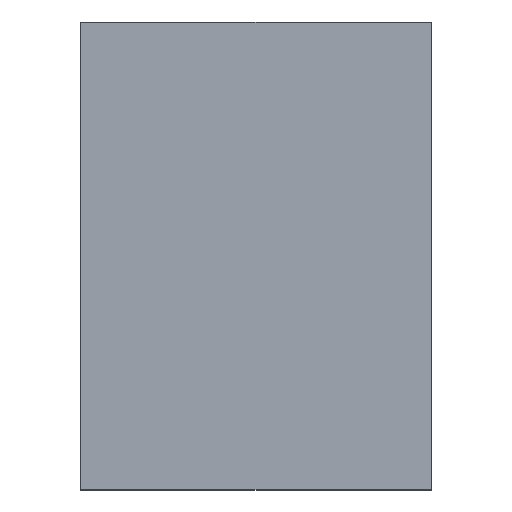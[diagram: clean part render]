
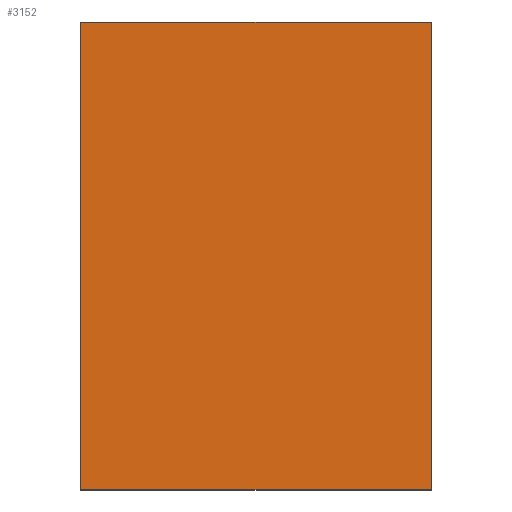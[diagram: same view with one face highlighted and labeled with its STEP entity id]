
A CAD part, top view. The second image highlights one B-rep face of the part: STEP entity #3152.
In plain terms, the highlighted face is planar.
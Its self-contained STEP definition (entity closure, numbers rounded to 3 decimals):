
#2386=DIRECTION('',(1.,0.,0.));
#2387=VECTOR('',#2386,1.5);
#2388=CARTESIAN_POINT('',(-0.75,0.975,1.));
#2389=LINE('',#2388,#2387);
#2393=DIRECTION('',(0.,0.,1.));
#2394=VECTOR('',#2393,2.);
#2395=CARTESIAN_POINT('',(-0.75,0.975,-1.));
#2396=LINE('',#2395,#2394);
#2400=DIRECTION('',(-1.,0.,0.));
#2401=VECTOR('',#2400,1.5);
#2402=CARTESIAN_POINT('',(0.75,0.975,-1.));
#2403=LINE('',#2402,#2401);
#2407=DIRECTION('',(0.,0.,-1.));
#2408=VECTOR('',#2407,2.);
#2409=CARTESIAN_POINT('',(0.75,0.975,1.));
#2410=LINE('',#2409,#2408);
#2527=CARTESIAN_POINT('',(-0.75,0.975,1.));
#2528=CARTESIAN_POINT('',(0.75,0.975,1.));
#2529=VERTEX_POINT('',#2527);
#2530=VERTEX_POINT('',#2528);
#2531=CARTESIAN_POINT('',(0.75,0.975,-1.));
#2532=VERTEX_POINT('',#2531);
#2533=CARTESIAN_POINT('',(-0.75,0.975,-1.));
#2534=VERTEX_POINT('',#2533);
#3141=CARTESIAN_POINT('',(0.,0.975,0.));
#3142=DIRECTION('',(0.,1.,0.));
#3143=DIRECTION('',(1.,0.,0.));
#3144=AXIS2_PLACEMENT_3D('',#3141,#3142,#3143);
#3145=PLANE('',#3144);
#3146=ORIENTED_EDGE('',*,*,#3135,.F.);
#3147=ORIENTED_EDGE('',*,*,#2817,.F.);
#3148=ORIENTED_EDGE('',*,*,#2868,.F.);
#3149=ORIENTED_EDGE('',*,*,#2907,.F.);
#3150=EDGE_LOOP('',(#3146,#3147,#3148,#3149));
#3151=FACE_OUTER_BOUND('',#3150,.F.);
#2817=EDGE_CURVE('',#2534,#2529,#2396,.T.);
#2868=EDGE_CURVE('',#2532,#2534,#2403,.T.);
#2907=EDGE_CURVE('',#2530,#2532,#2410,.T.);
#3135=EDGE_CURVE('',#2529,#2530,#2389,.T.);
#3152=ADVANCED_FACE('',(#3151),#3145,.T.);
